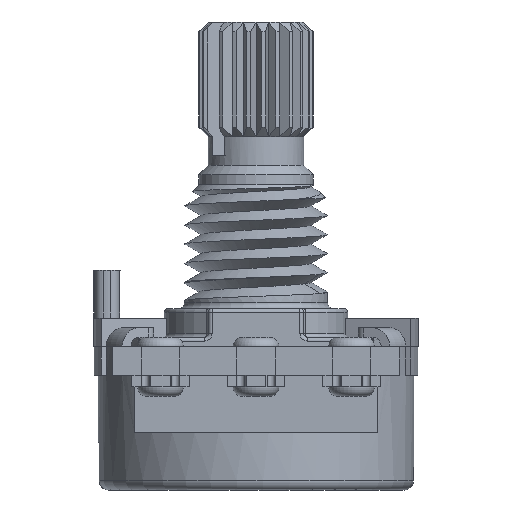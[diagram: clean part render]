
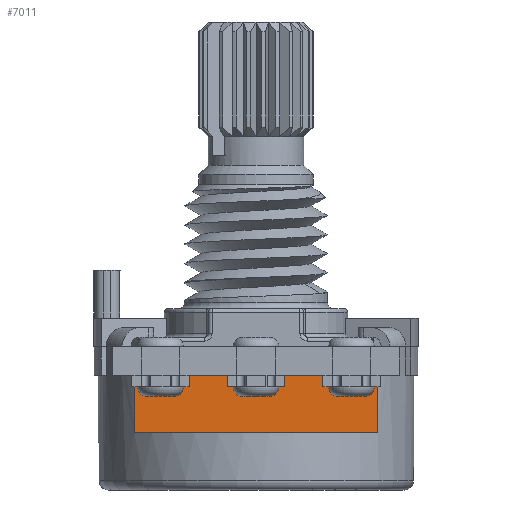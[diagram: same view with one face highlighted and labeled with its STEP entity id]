
A CAD part, front view. The second image highlights one B-rep face of the part: STEP entity #7011.
In plain terms, the highlighted planar face has unit normal (0, -1, 0).
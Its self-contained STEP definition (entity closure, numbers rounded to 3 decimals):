
#38 = ORIENTED_EDGE ( 'NONE', *, *, #20616, .F. ) ;
#341 = ORIENTED_EDGE ( 'NONE', *, *, #21699, .F. ) ;
#1414 = CARTESIAN_POINT ( 'NONE',  ( -6.364, -5.25, 6. ) ) ;
#1528 = AXIS2_PLACEMENT_3D ( 'NONE', #5915, #18334, #7706 ) ;
#2125 = CARTESIAN_POINT ( 'NONE',  ( -6.364, -5.25, 3. ) ) ;
#2191 = VECTOR ( 'NONE', #14611, 1000. ) ;
#3274 = DIRECTION ( 'NONE',  ( 0., 0., 1. ) ) ;
#4166 = CARTESIAN_POINT ( 'NONE',  ( 6.364, -5.25, 3. ) ) ;
#4456 = LINE ( 'NONE', #12470, #22800 ) ;
#5146 = LINE ( 'NONE', #11369, #21830 ) ;
#5397 = DIRECTION ( 'NONE',  ( -1., 0., 0. ) ) ;
#5855 = EDGE_LOOP ( 'NONE', ( #14735, #38, #22129, #341 ) ) ;
#5915 = CARTESIAN_POINT ( 'NONE',  ( 0., -5.25, 0. ) ) ;
#5919 = EDGE_CURVE ( 'NONE', #22965, #9123, #4456, .T. ) ;
#6913 = LINE ( 'NONE', #7473, #2191 ) ;
#6955 = EDGE_CURVE ( 'NONE', #20363, #18920, #6913, .T. ) ;
#7011 = ADVANCED_FACE ( 'NONE', ( #9407 ), #16480, .F. ) ;
#7473 = CARTESIAN_POINT ( 'NONE',  ( -8.479, -5.25, 6. ) ) ;
#7706 = DIRECTION ( 'NONE',  ( 0., 0., 1. ) ) ;
#7843 = VECTOR ( 'NONE', #3274, 1000. ) ;
#9123 = VERTEX_POINT ( 'NONE', #2125 ) ;
#9407 = FACE_OUTER_BOUND ( 'NONE', #5855, .T. ) ;
#11369 = CARTESIAN_POINT ( 'NONE',  ( 6.364, -5.25, 6. ) ) ;
#12470 = CARTESIAN_POINT ( 'NONE',  ( -8.479, -5.25, 3. ) ) ;
#14611 = DIRECTION ( 'NONE',  ( 1., 0., 0. ) ) ;
#14735 = ORIENTED_EDGE ( 'NONE', *, *, #6955, .F. ) ;
#16480 = PLANE ( 'NONE',  #1528 ) ;
#18334 = DIRECTION ( 'NONE',  ( 0., 1., 0. ) ) ;
#18920 = VERTEX_POINT ( 'NONE', #20856 ) ;
#20363 = VERTEX_POINT ( 'NONE', #22016 ) ;
#20616 = EDGE_CURVE ( 'NONE', #9123, #20363, #22022, .T. ) ;
#20856 = CARTESIAN_POINT ( 'NONE',  ( 6.364, -5.25, 6. ) ) ;
#21699 = EDGE_CURVE ( 'NONE', #18920, #22965, #5146, .T. ) ;
#21830 = VECTOR ( 'NONE', #22009, 1000. ) ;
#22009 = DIRECTION ( 'NONE',  ( 0., 0., -1. ) ) ;
#22016 = CARTESIAN_POINT ( 'NONE',  ( -6.364, -5.25, 6. ) ) ;
#22022 = LINE ( 'NONE', #1414, #7843 ) ;
#22129 = ORIENTED_EDGE ( 'NONE', *, *, #5919, .F. ) ;
#22800 = VECTOR ( 'NONE', #5397, 1000. ) ;
#22965 = VERTEX_POINT ( 'NONE', #4166 ) ;
